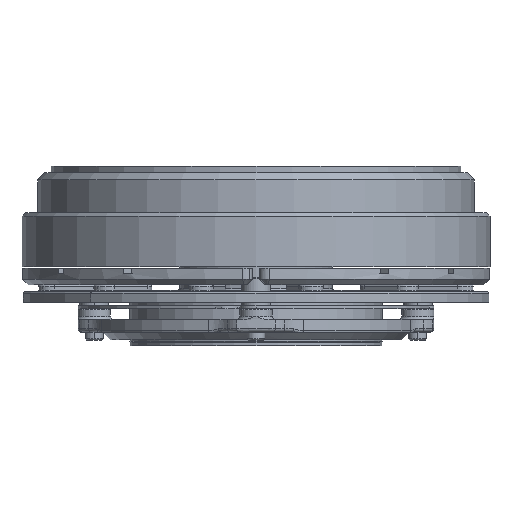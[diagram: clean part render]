
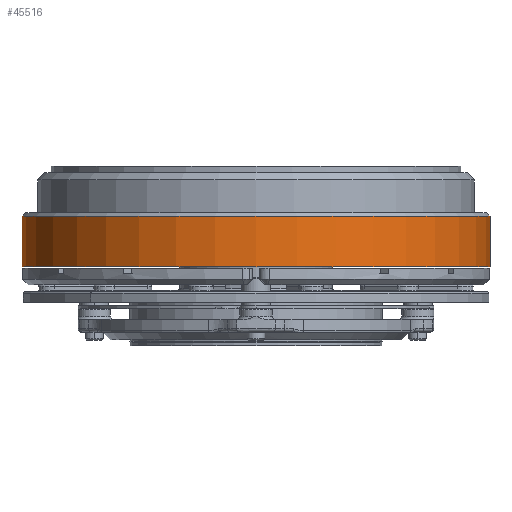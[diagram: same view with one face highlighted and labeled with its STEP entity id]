
A CAD part, front view. The second image highlights one B-rep face of the part: STEP entity #45516.
In plain terms, the highlighted cylindrical face has radius 130.2 mm (diameter 260.4 mm), a partial arc.
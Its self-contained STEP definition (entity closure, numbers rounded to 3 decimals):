
#32328 = CARTESIAN_POINT ( 'NONE',  ( 130.2, 0., 68.9 ) ) ;
#32344 = CARTESIAN_POINT ( 'NONE',  ( -130.2, 0., 68.9 ) ) ;
#32675 = CARTESIAN_POINT ( 'NONE',  ( -130.2, 0., 40.7 ) ) ;
#32795 = CARTESIAN_POINT ( 'NONE',  ( 130.2, 0., 40.7 ) ) ;
#32796 = DIRECTION ( 'NONE',  ( 0., 0., -1. ) ) ;
#32797 = VECTOR ( 'NONE', #32796, 1000. ) ;
#32798 = CARTESIAN_POINT ( 'NONE',  ( 130.2, 0., 70.9 ) ) ;
#32799 = LINE ( 'NONE', #32798, #32797 ) ;
#32929 = DIRECTION ( 'NONE',  ( 0., 0., -1. ) ) ;
#32930 = VECTOR ( 'NONE', #32929, 1000. ) ;
#32931 = CARTESIAN_POINT ( 'NONE',  ( -130.2, 0., 70.9 ) ) ;
#32932 = LINE ( 'NONE', #32931, #32930 ) ;
#36948 = AXIS2_PLACEMENT_3D ( 'NONE', #37088, #37086, #37085 ) ;
#36949 = CIRCLE ( 'NONE', #36948, 130.2 ) ;
#37085 = DIRECTION ( 'NONE',  ( 1., 0., 0. ) ) ;
#37086 = DIRECTION ( 'NONE',  ( 0., 0., -1. ) ) ;
#37088 = CARTESIAN_POINT ( 'NONE',  ( 0., 0., 68.9 ) ) ;
#37166 = DIRECTION ( 'NONE',  ( 1., 0., 0. ) ) ;
#37167 = DIRECTION ( 'NONE',  ( 0., 0., 1. ) ) ;
#37169 = CARTESIAN_POINT ( 'NONE',  ( 0., 0., 40.7 ) ) ;
#37170 = AXIS2_PLACEMENT_3D ( 'NONE', #37169, #37167, #37166 ) ;
#37172 = CIRCLE ( 'NONE', #37170, 130.2 ) ;
#37381 = DIRECTION ( 'NONE',  ( -1., 0., 0. ) ) ;
#37383 = DIRECTION ( 'NONE',  ( 0., 0., -1. ) ) ;
#37385 = AXIS2_PLACEMENT_3D ( 'NONE', #37392, #37383, #37381 ) ;
#37392 = CARTESIAN_POINT ( 'NONE',  ( 0., 0., 70.9 ) ) ;
#37393 = CYLINDRICAL_SURFACE ( 'NONE', #37385, 130.2 ) ;
#37399 = FACE_OUTER_BOUND ( 'NONE', #45521, .T. ) ;
#44054 = VERTEX_POINT ( 'NONE', #32328 ) ;
#44084 = VERTEX_POINT ( 'NONE', #32344 ) ;
#44236 = VERTEX_POINT ( 'NONE', #32675 ) ;
#44302 = EDGE_CURVE ( 'NONE', #44054, #44303, #32799, .T. ) ;
#44303 = VERTEX_POINT ( 'NONE', #32795 ) ;
#44379 = EDGE_CURVE ( 'NONE', #44084, #44236, #32932, .T. ) ;
#45434 = EDGE_CURVE ( 'NONE', #44054, #44084, #36949, .T. ) ;
#45468 = EDGE_CURVE ( 'NONE', #44236, #44303, #37172, .T. ) ;
#45493 = ORIENTED_EDGE ( 'NONE', *, *, #45468, .T. ) ;
#45507 = ORIENTED_EDGE ( 'NONE', *, *, #45434, .T. ) ;
#45510 = ORIENTED_EDGE ( 'NONE', *, *, #44302, .F. ) ;
#45516 = ADVANCED_FACE ( 'NONE', ( #37399 ), #37393, .T. ) ;
#45517 = ORIENTED_EDGE ( 'NONE', *, *, #44379, .T. ) ;
#45521 = EDGE_LOOP ( 'NONE', ( #45510, #45507, #45517, #45493 ) ) ;
